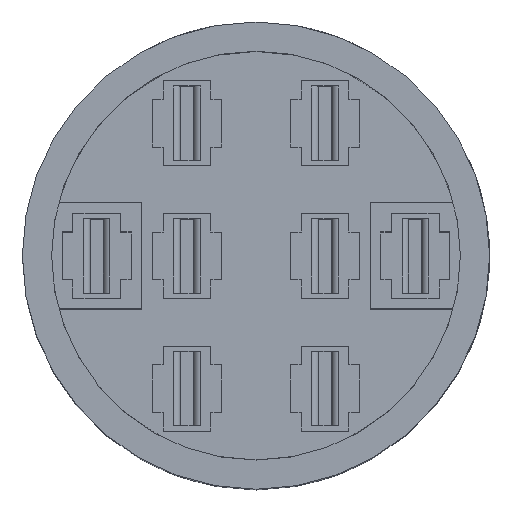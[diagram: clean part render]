
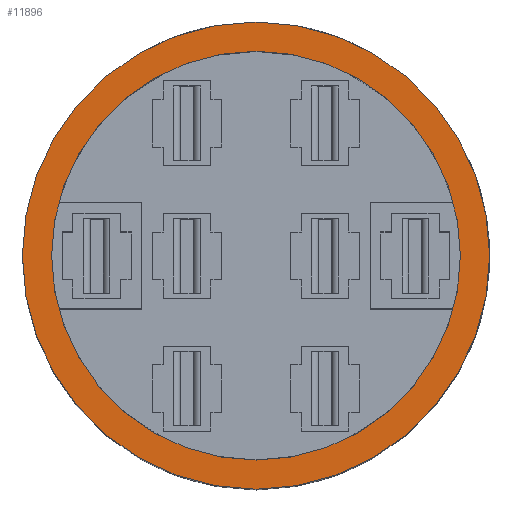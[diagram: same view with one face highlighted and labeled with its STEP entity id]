
A CAD part, top view. The second image highlights one B-rep face of the part: STEP entity #11896.
In plain terms, the highlighted planar face has unit normal (0, 0, 1).
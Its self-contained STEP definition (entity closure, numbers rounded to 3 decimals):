
#304=FACE_BOUND('',#1501,.T.);
#869=FACE_OUTER_BOUND('',#1500,.T.);
#1500=EDGE_LOOP('',(#10848));
#1501=EDGE_LOOP('',(#10849));
#1586=CIRCLE('',#12333,8.8);
#1600=CIRCLE('',#12360,7.7);
#5512=VERTEX_POINT('',#18237);
#5546=VERTEX_POINT('',#18332);
#7012=EDGE_CURVE('',#5512,#5512,#1586,.T.);
#7060=EDGE_CURVE('',#5546,#5546,#1600,.T.);
#10848=ORIENTED_EDGE('',*,*,#7012,.F.);
#10849=ORIENTED_EDGE('',*,*,#7060,.T.);
#11323=PLANE('',#12542);
#11896=ADVANCED_FACE('',(#869,#304),#11323,.T.);
#12333=AXIS2_PLACEMENT_3D('',#18238,#14542,#14543);
#12360=AXIS2_PLACEMENT_3D('',#18333,#14630,#14631);
#12542=AXIS2_PLACEMENT_3D('',#19464,#15312,#15313);
#14542=DIRECTION('center_axis',(0.,0.,
-1.));
#14543=DIRECTION('ref_axis',(0.,-1.,0.));
#14630=DIRECTION('center_axis',(0.,0.,
-1.));
#14631=DIRECTION('ref_axis',(0.,-1.,0.));
#15312=DIRECTION('center_axis',(0.,0.,
1.));
#15313=DIRECTION('ref_axis',(-1.,0.,0.));
#18237=CARTESIAN_POINT('',(0.,8.8,16.));
#18238=CARTESIAN_POINT('Origin',(0.,0.,
16.));
#18332=CARTESIAN_POINT('',(0.,7.7,16.));
#18333=CARTESIAN_POINT('Origin',(0.,0.,
16.));
#19464=CARTESIAN_POINT('Origin',(0.,0.,
16.));
